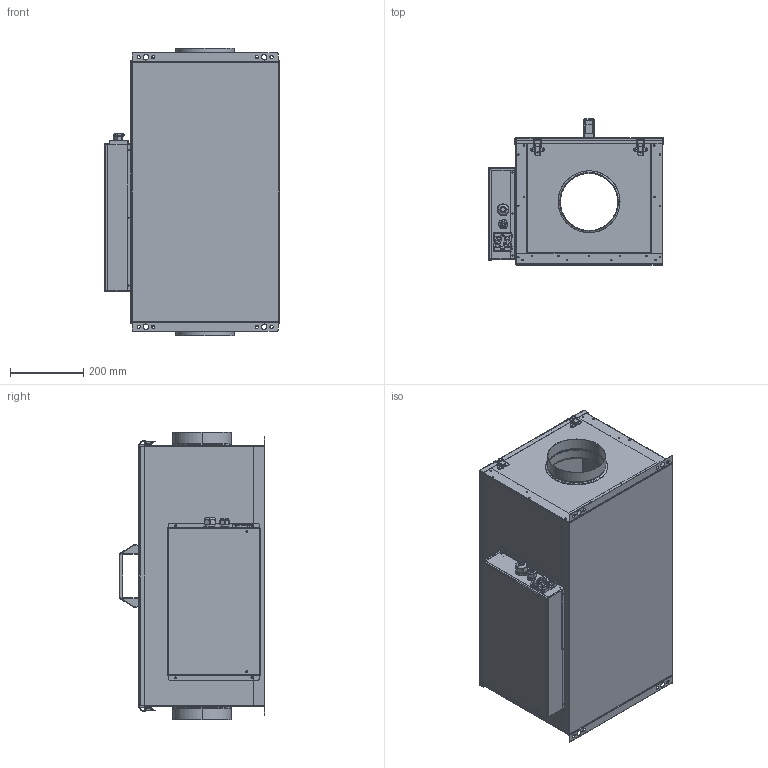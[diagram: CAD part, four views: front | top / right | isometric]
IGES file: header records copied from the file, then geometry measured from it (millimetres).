
Global section: file name: ECR16EC; native system: AutoCAD 2018 - Deutsch (German); preprocessor: Autodesk Translation Framework DWG producer (atf_dwg_producer); organization: unknown; date: 20171218.161211; units: millimetre
Bounding box: 477.6 x 398 x 786 mm (x, y, z)
Surface area: 3507934.2 mm2 (no closed solid volume)
Topology: 0 solids, 0 shells, 937 faces, 7510 edges, 7510 vertices
Faces by surface type: revolution 636, bspline 301
